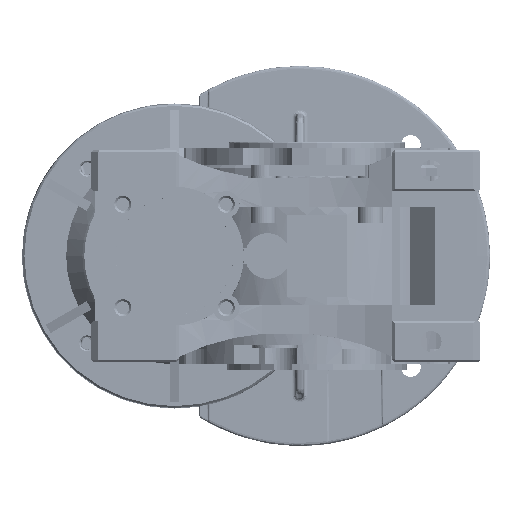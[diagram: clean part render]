
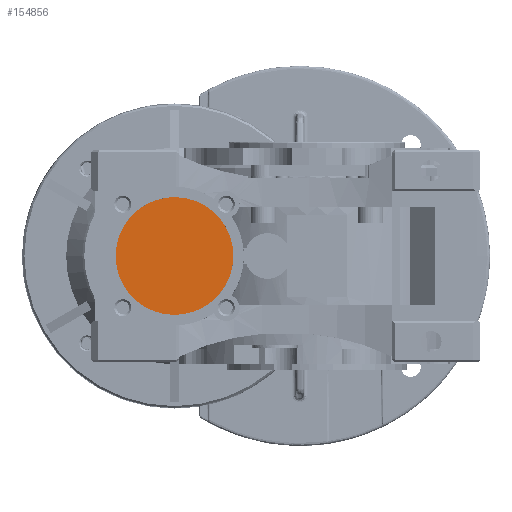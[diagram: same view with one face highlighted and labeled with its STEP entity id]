
A CAD part, left-side view. The second image highlights one B-rep face of the part: STEP entity #154856.
In plain terms, the highlighted planar face has unit normal (-1, 0, 0).
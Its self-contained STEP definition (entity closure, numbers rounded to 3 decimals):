
#2355 = AXIS2_PLACEMENT_3D ( 'NONE', #198237, #168052, #26461 ) ;
#5385 = CARTESIAN_POINT ( 'NONE',  ( 0., -31., 0. ) ) ;
#7243 = CIRCLE ( 'NONE', #190152, 31. ) ;
#11014 = ORIENTED_EDGE ( 'NONE', *, *, #84846, .T. ) ;
#11755 = VERTEX_POINT ( 'NONE', #160005 ) ;
#19824 = EDGE_LOOP ( 'NONE', ( #11014, #128854 ) ) ;
#26461 = DIRECTION ( 'NONE',  ( 0., 1., 0. ) ) ;
#44088 = PLANE ( 'NONE',  #2355 ) ;
#52282 = DIRECTION ( 'NONE',  ( 0., -1., 0. ) ) ;
#54335 = DIRECTION ( 'NONE',  ( -1., 0., 0. ) ) ;
#57808 = CIRCLE ( 'NONE', #174178, 31. ) ;
#62826 = VERTEX_POINT ( 'NONE', #5385 ) ;
#84846 = EDGE_CURVE ( 'NONE', #62826, #11755, #7243, .T. ) ;
#92702 = DIRECTION ( 'NONE',  ( 0., -1., 0. ) ) ;
#128854 = ORIENTED_EDGE ( 'NONE', *, *, #133926, .T. ) ;
#130417 = CARTESIAN_POINT ( 'NONE',  ( 0., 0., 0. ) ) ;
#133926 = EDGE_CURVE ( 'NONE', #11755, #62826, #57808, .T. ) ;
#153477 = FACE_OUTER_BOUND ( 'NONE', #19824, .T. ) ;
#154856 = ADVANCED_FACE ( 'NONE', ( #153477 ), #44088, .F. ) ;
#160005 = CARTESIAN_POINT ( 'NONE',  ( 0., 31., 0. ) ) ;
#168052 = DIRECTION ( 'NONE',  ( 1., 0., 0. ) ) ;
#168766 = DIRECTION ( 'NONE',  ( -1., 0., 0. ) ) ;
#174178 = AXIS2_PLACEMENT_3D ( 'NONE', #130417, #54335, #52282 ) ;
#190152 = AXIS2_PLACEMENT_3D ( 'NONE', #201970, #168766, #92702 ) ;
#198237 = CARTESIAN_POINT ( 'NONE',  ( 0., 31., 0. ) ) ;
#201970 = CARTESIAN_POINT ( 'NONE',  ( 0., 0., 0. ) ) ;
